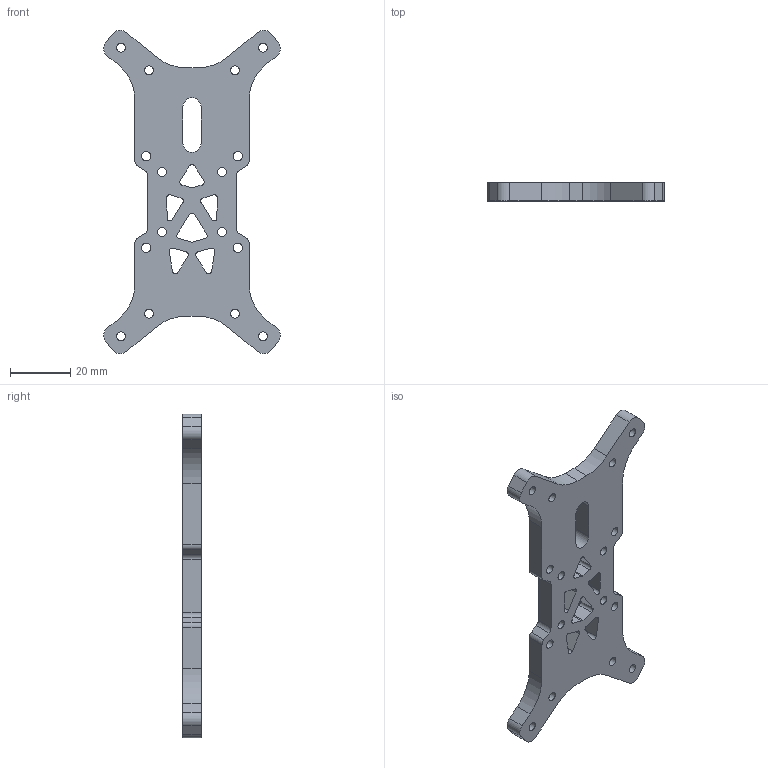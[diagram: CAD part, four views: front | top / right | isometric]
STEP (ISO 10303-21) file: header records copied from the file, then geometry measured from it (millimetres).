
FILE_DESCRIPTION(('STEP AP242'), '1');
FILE_NAME('Íèæíÿÿ ïëàñòèíà', '2024-03-06T10:01:44', (''), (''), 'C3D Converter', 'C3D Toolkit', '');
FILE_SCHEMA(('AP242_MANAGED_MODEL_BASED_3D_ENGINEERING_MIM_LF { 1 0 10303 442 1 1 4 }'));
Length unit declared in the file: millimetre
Products named in the file (1): МПСТ.00.00.01
Bounding box: 58.81 x 6 x 107.63 mm (x, y, z)
Volume: 19151.1 mm3; surface area: 10583.3 mm2
Topology: 1 solids, 1 shells, 110 faces, 324 edges, 216 vertices
Faces by surface type: cylinder 62, plane 46, bspline 2
Full cylindrical faces by diameter (mm): 2.95 x12, 3 x4
Entity records: 4645 total; most frequent: CARTESIAN_POINT 661, DIRECTION 646, ORIENTED_EDGE 616, EDGE_CURVE 308, AXIS2_PLACEMENT_3D 233, VERTEX_POINT 216, LINE 180, VECTOR 180
